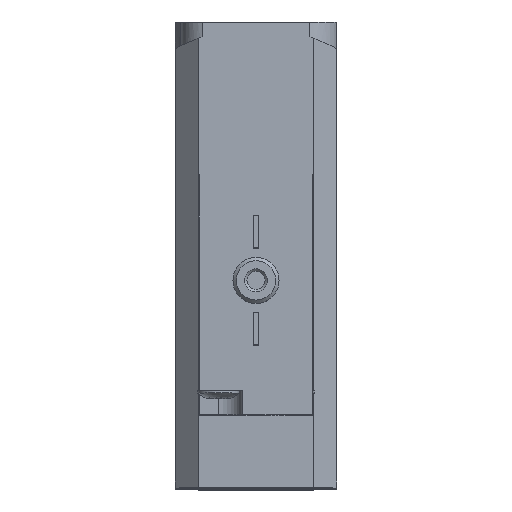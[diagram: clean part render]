
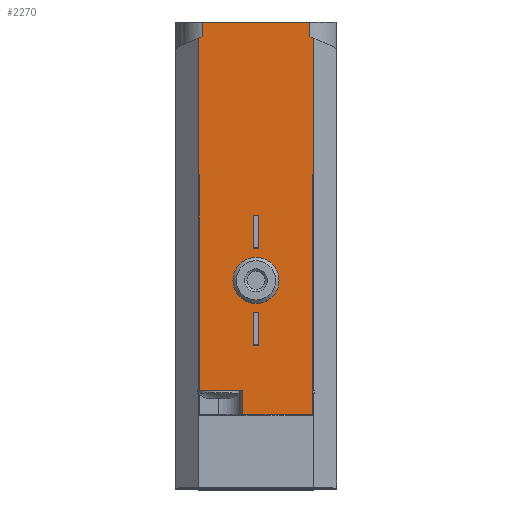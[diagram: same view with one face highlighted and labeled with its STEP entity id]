
A CAD part, top view. The second image highlights one B-rep face of the part: STEP entity #2270.
In plain terms, the highlighted face is planar.
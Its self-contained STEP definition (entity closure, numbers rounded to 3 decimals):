
#86=PLANE('',#2509);
#224=CIRCLE('',#2504,15.);
#225=CIRCLE('',#2505,15.);
#227=CIRCLE('',#2510,2.);
#510=ORIENTED_EDGE('',*,*,#1029,.T.);
#511=ORIENTED_EDGE('',*,*,#1055,.T.);
#512=ORIENTED_EDGE('',*,*,#1056,.F.);
#513=ORIENTED_EDGE('',*,*,#1018,.T.);
#514=ORIENTED_EDGE('',*,*,#1038,.T.);
#515=ORIENTED_EDGE('',*,*,#1057,.T.);
#516=ORIENTED_EDGE('',*,*,#1058,.F.);
#517=ORIENTED_EDGE('',*,*,#1046,.T.);
#518=ORIENTED_EDGE('',*,*,#1059,.T.);
#519=ORIENTED_EDGE('',*,*,#1060,.F.);
#520=ORIENTED_EDGE('',*,*,#1061,.F.);
#521=ORIENTED_EDGE('',*,*,#1042,.T.);
#522=ORIENTED_EDGE('',*,*,#1062,.T.);
#523=ORIENTED_EDGE('',*,*,#1063,.T.);
#524=ORIENTED_EDGE('',*,*,#1064,.T.);
#525=ORIENTED_EDGE('',*,*,#1065,.T.);
#526=ORIENTED_EDGE('',*,*,#1066,.T.);
#527=ORIENTED_EDGE('',*,*,#1067,.T.);
#528=ORIENTED_EDGE('',*,*,#1068,.T.);
#529=ORIENTED_EDGE('',*,*,#1069,.T.);
#530=ORIENTED_EDGE('',*,*,#1070,.T.);
#531=ORIENTED_EDGE('',*,*,#1071,.T.);
#532=ORIENTED_EDGE('',*,*,#1072,.F.);
#1018=EDGE_CURVE('',#1305,#1306,#1465,.T.);
#1029=EDGE_CURVE('',#1317,#1315,#1474,.T.);
#1038=EDGE_CURVE('',#1306,#1324,#1483,.T.);
#1042=EDGE_CURVE('',#1327,#1328,#224,.F.);
#1046=EDGE_CURVE('',#1332,#1331,#225,.F.);
#1055=EDGE_CURVE('',#1315,#1340,#1493,.T.);
#1056=EDGE_CURVE('',#1305,#1340,#1494,.T.);
#1057=EDGE_CURVE('',#1324,#1341,#1495,.T.);
#1058=EDGE_CURVE('',#1332,#1341,#1496,.T.);
#1059=EDGE_CURVE('',#1331,#1342,#1497,.T.);
#1060=EDGE_CURVE('',#1343,#1342,#1498,.T.);
#1061=EDGE_CURVE('',#1327,#1343,#1499,.T.);
#1062=EDGE_CURVE('',#1328,#1344,#1500,.T.);
#1063=EDGE_CURVE('',#1344,#1317,#1501,.T.);
#1064=EDGE_CURVE('',#1345,#1346,#1502,.T.);
#1065=EDGE_CURVE('',#1346,#1347,#1503,.T.);
#1066=EDGE_CURVE('',#1347,#1348,#1504,.T.);
#1067=EDGE_CURVE('',#1348,#1345,#1505,.T.);
#1068=EDGE_CURVE('',#1349,#1350,#1506,.T.);
#1069=EDGE_CURVE('',#1350,#1351,#1507,.T.);
#1070=EDGE_CURVE('',#1351,#1352,#1508,.T.);
#1071=EDGE_CURVE('',#1352,#1349,#1509,.T.);
#1072=EDGE_CURVE('',#1353,#1353,#227,.F.);
#1305=VERTEX_POINT('',#3751);
#1306=VERTEX_POINT('',#3752);
#1315=VERTEX_POINT('',#3772);
#1317=VERTEX_POINT('',#3775);
#1324=VERTEX_POINT('',#3791);
#1327=VERTEX_POINT('',#3800);
#1328=VERTEX_POINT('',#3801);
#1331=VERTEX_POINT('',#3815);
#1332=VERTEX_POINT('',#3817);
#1340=VERTEX_POINT('',#3847);
#1341=VERTEX_POINT('',#3850);
#1342=VERTEX_POINT('',#3853);
#1343=VERTEX_POINT('',#3855);
#1344=VERTEX_POINT('',#3858);
#1345=VERTEX_POINT('',#3861);
#1346=VERTEX_POINT('',#3862);
#1347=VERTEX_POINT('',#3864);
#1348=VERTEX_POINT('',#3866);
#1349=VERTEX_POINT('',#3869);
#1350=VERTEX_POINT('',#3870);
#1351=VERTEX_POINT('',#3872);
#1352=VERTEX_POINT('',#3874);
#1353=VERTEX_POINT('',#3877);
#1465=LINE('',#3750,#1626);
#1474=LINE('',#3774,#1635);
#1483=LINE('',#3792,#1644);
#1493=LINE('',#3846,#1654);
#1494=LINE('',#3848,#1655);
#1495=LINE('',#3849,#1656);
#1496=LINE('',#3851,#1657);
#1497=LINE('',#3852,#1658);
#1498=LINE('',#3854,#1659);
#1499=LINE('',#3856,#1660);
#1500=LINE('',#3857,#1661);
#1501=LINE('',#3859,#1662);
#1502=LINE('',#3860,#1663);
#1503=LINE('',#3863,#1664);
#1504=LINE('',#3865,#1665);
#1505=LINE('',#3867,#1666);
#1506=LINE('',#3868,#1667);
#1507=LINE('',#3871,#1668);
#1508=LINE('',#3873,#1669);
#1509=LINE('',#3875,#1670);
#1626=VECTOR('',#2892,1000.);
#1635=VECTOR('',#2907,1000.);
#1644=VECTOR('',#2918,1000.);
#1654=VECTOR('',#2942,1000.);
#1655=VECTOR('',#2943,1000.);
#1656=VECTOR('',#2944,1000.);
#1657=VECTOR('',#2945,1000.);
#1658=VECTOR('',#2946,1000.);
#1659=VECTOR('',#2947,1000.);
#1660=VECTOR('',#2948,1000.);
#1661=VECTOR('',#2949,1000.);
#1662=VECTOR('',#2950,1000.);
#1663=VECTOR('',#2951,1000.);
#1664=VECTOR('',#2952,1000.);
#1665=VECTOR('',#2953,1000.);
#1666=VECTOR('',#2954,1000.);
#1667=VECTOR('',#2955,1000.);
#1668=VECTOR('',#2956,1000.);
#1669=VECTOR('',#2957,1000.);
#1670=VECTOR('',#2958,1000.);
#1840=EDGE_LOOP('',(#510,#511,#512,#513,#514,#515,#516,#517,#518,#519,#520,
#521,#522,#523));
#1841=EDGE_LOOP('',(#524,#525,#526,#527));
#1842=EDGE_LOOP('',(#528,#529,#530,#531));
#1843=EDGE_LOOP('',(#532));
#2042=FACE_BOUND('',#1840,.T.);
#2043=FACE_BOUND('',#1841,.T.);
#2044=FACE_BOUND('',#1842,.T.);
#2045=FACE_BOUND('',#1843,.T.);
#2270=ADVANCED_FACE('',(#2042,#2043,#2044,#2045),#86,.F.);
#2504=AXIS2_PLACEMENT_3D('',#3799,#2924,#2925);
#2505=AXIS2_PLACEMENT_3D('',#3816,#2928,#2929);
#2509=AXIS2_PLACEMENT_3D('',#3845,#2940,#2941);
#2510=AXIS2_PLACEMENT_3D('',#3876,#2959,#2960);
#2892=DIRECTION('',(0.,0.,1.));
#2907=DIRECTION('',(0.,-1.,0.));
#2918=DIRECTION('',(0.,1.,0.));
#2924=DIRECTION('',(1.,0.,0.));
#2925=DIRECTION('',(0.,0.,-1.));
#2928=DIRECTION('',(1.,0.,0.));
#2929=DIRECTION('',(0.,0.,-1.));
#2940=DIRECTION('',(1.,0.,0.));
#2941=DIRECTION('',(0.,0.,-1.));
#2942=DIRECTION('',(0.,0.,1.));
#2943=DIRECTION('',(0.,1.,0.));
#2944=DIRECTION('',(0.,0.,1.));
#2945=DIRECTION('',(0.,-1.,0.));
#2946=DIRECTION('',(0.,1.,0.));
#2947=DIRECTION('',(0.,0.,1.));
#2948=DIRECTION('',(0.,1.,0.));
#2949=DIRECTION('',(0.,-1.,0.));
#2950=DIRECTION('',(0.,0.,1.));
#2951=DIRECTION('',(0.,1.,0.));
#2952=DIRECTION('',(0.,0.,1.));
#2953=DIRECTION('',(0.,-1.,0.));
#2954=DIRECTION('',(0.,0.,-1.));
#2955=DIRECTION('',(0.,1.,0.));
#2956=DIRECTION('',(0.,0.,1.));
#2957=DIRECTION('',(0.,-1.,0.));
#2958=DIRECTION('',(0.,0.,-1.));
#2959=DIRECTION('',(1.,0.,0.));
#2960=DIRECTION('',(0.,0.,-1.));
#3750=CARTESIAN_POINT('',(0.,6.3,-4.9));
#3751=CARTESIAN_POINT('',(0.,6.3,-1.15));
#3752=CARTESIAN_POINT('',(0.,6.3,4.9));
#3772=CARTESIAN_POINT('',(0.,8.4,-4.9));
#3774=CARTESIAN_POINT('',(0.,27.1,-4.9));
#3775=CARTESIAN_POINT('',(0.,27.1,-4.9));
#3791=CARTESIAN_POINT('',(0.,27.1,4.9));
#3792=CARTESIAN_POINT('',(0.,6.3,4.9));
#3799=CARTESIAN_POINT('',(0.,24.8,0.));
#3800=CARTESIAN_POINT('',(0.,39.061,-4.65));
#3801=CARTESIAN_POINT('',(0.,38.942,-5.));
#3815=CARTESIAN_POINT('',(0.,39.061,4.65));
#3816=CARTESIAN_POINT('',(0.,24.8,0.));
#3817=CARTESIAN_POINT('',(0.,38.942,5.));
#3845=CARTESIAN_POINT('',(0.,40.3,-5.));
#3846=CARTESIAN_POINT('',(0.,8.4,-5.));
#3847=CARTESIAN_POINT('',(0.,8.4,-1.15));
#3848=CARTESIAN_POINT('',(0.,6.3,-1.15));
#3849=CARTESIAN_POINT('',(0.,27.1,4.9));
#3850=CARTESIAN_POINT('',(0.,27.1,5.));
#3851=CARTESIAN_POINT('',(0.,40.3,5.));
#3852=CARTESIAN_POINT('',(0.,35.3,4.65));
#3853=CARTESIAN_POINT('',(0.,40.3,4.65));
#3854=CARTESIAN_POINT('',(0.,40.3,-4.65));
#3855=CARTESIAN_POINT('',(0.,40.3,-4.65));
#3856=CARTESIAN_POINT('',(0.,35.3,-4.65));
#3857=CARTESIAN_POINT('',(0.,40.3,-5.));
#3858=CARTESIAN_POINT('',(0.,27.1,-5.));
#3859=CARTESIAN_POINT('',(0.,27.1,-7.));
#3860=CARTESIAN_POINT('',(0.,20.75,-0.25));
#3861=CARTESIAN_POINT('',(0.,20.75,-0.25));
#3862=CARTESIAN_POINT('',(0.,23.55,-0.25));
#3863=CARTESIAN_POINT('',(0.,23.55,-0.25));
#3864=CARTESIAN_POINT('',(0.,23.55,0.25));
#3865=CARTESIAN_POINT('',(0.,23.55,0.25));
#3866=CARTESIAN_POINT('',(0.,20.75,0.25));
#3867=CARTESIAN_POINT('',(0.,20.75,0.25));
#3868=CARTESIAN_POINT('',(0.,12.35,-0.25));
#3869=CARTESIAN_POINT('',(0.,12.35,-0.25));
#3870=CARTESIAN_POINT('',(0.,15.15,-0.25));
#3871=CARTESIAN_POINT('',(0.,15.15,-0.25));
#3872=CARTESIAN_POINT('',(0.,15.15,0.25));
#3873=CARTESIAN_POINT('',(0.,15.15,0.25));
#3874=CARTESIAN_POINT('',(0.,12.35,0.25));
#3875=CARTESIAN_POINT('',(0.,12.35,0.25));
#3876=CARTESIAN_POINT('',(0.,17.95,0.));
#3877=CARTESIAN_POINT('',(0.,17.95,-2.));
